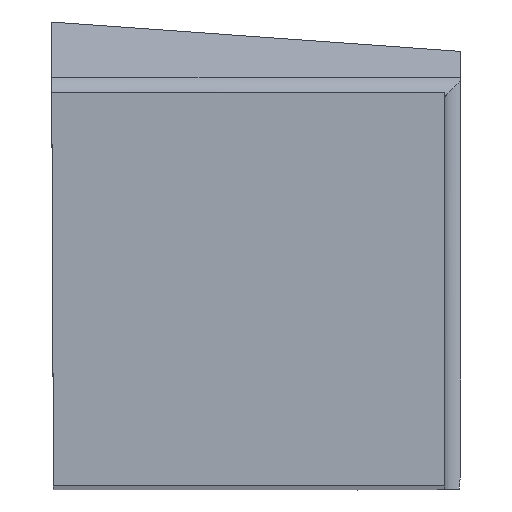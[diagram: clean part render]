
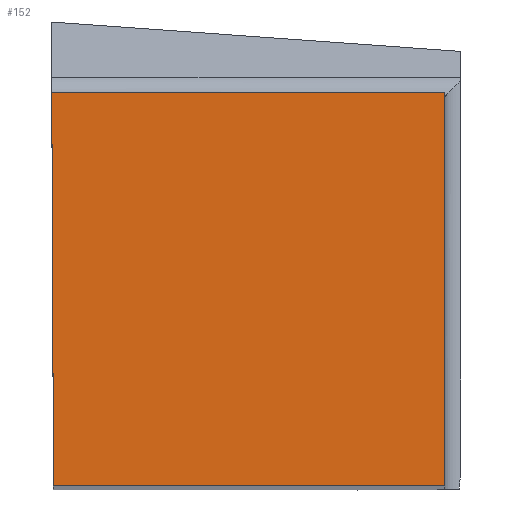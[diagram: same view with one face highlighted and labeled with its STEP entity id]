
A CAD part, top view. The second image highlights one B-rep face of the part: STEP entity #152.
In plain terms, the highlighted planar face has unit normal (0, 0, 1).
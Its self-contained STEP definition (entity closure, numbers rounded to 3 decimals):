
#123=FACE_OUTER_BOUND('',#330,.T.);
#152=ADVANCED_FACE('SHANK_FACE_BACK',(#123),#176,.F.);
#176=PLANE('',#736);
#230=LINE('',#1124,#286);
#232=LINE('',#1127,#288);
#234=LINE('',#1131,#290);
#235=LINE('',#1133,#291);
#286=VECTOR('',#878,1.);
#288=VECTOR('',#882,1.);
#290=VECTOR('',#886,1.);
#291=VECTOR('',#887,1.);
#330=EDGE_LOOP('',(#450,#451,#452,#453));
#450=ORIENTED_EDGE('',*,*,#607,.F.);
#451=ORIENTED_EDGE('',*,*,#605,.T.);
#452=ORIENTED_EDGE('',*,*,#609,.T.);
#453=ORIENTED_EDGE('',*,*,#610,.F.);
#536=VERTEX_POINT('',#1120);
#537=VERTEX_POINT('',#1123);
#538=VERTEX_POINT('',#1128);
#539=VERTEX_POINT('',#1132);
#605=EDGE_CURVE('',#536,#537,#230,.T.);
#607=EDGE_CURVE('',#536,#538,#232,.T.);
#609=EDGE_CURVE('',#537,#539,#234,.T.);
#610=EDGE_CURVE('',#538,#539,#235,.T.);
#736=AXIS2_PLACEMENT_3D('',#1134,#888,#889);
#878=DIRECTION('',(1.,0.,0.));
#882=DIRECTION('',(-0.004,1.,0.));
#886=DIRECTION('',(0.,1.,0.));
#887=DIRECTION('',(1.,0.,0.));
#888=DIRECTION('',(0.,0.,-1.));
#889=DIRECTION('',(-0.997,0.074,0.));
#1120=CARTESIAN_POINT('',(0.109,0.,0.));
#1123=CARTESIAN_POINT('',(24.875,0.,0.));
#1124=CARTESIAN_POINT('',(-6.744,0.,0.));
#1127=CARTESIAN_POINT('',(0.808,-160.194,0.));
#1128=CARTESIAN_POINT('',(0.,24.875,0.));
#1131=CARTESIAN_POINT('',(24.875,-6.744,0.));
#1132=CARTESIAN_POINT('',(24.875,24.875,0.));
#1133=CARTESIAN_POINT('',(-6.744,24.875,0.));
#1134=CARTESIAN_POINT('',(0.,0.,
0.));
